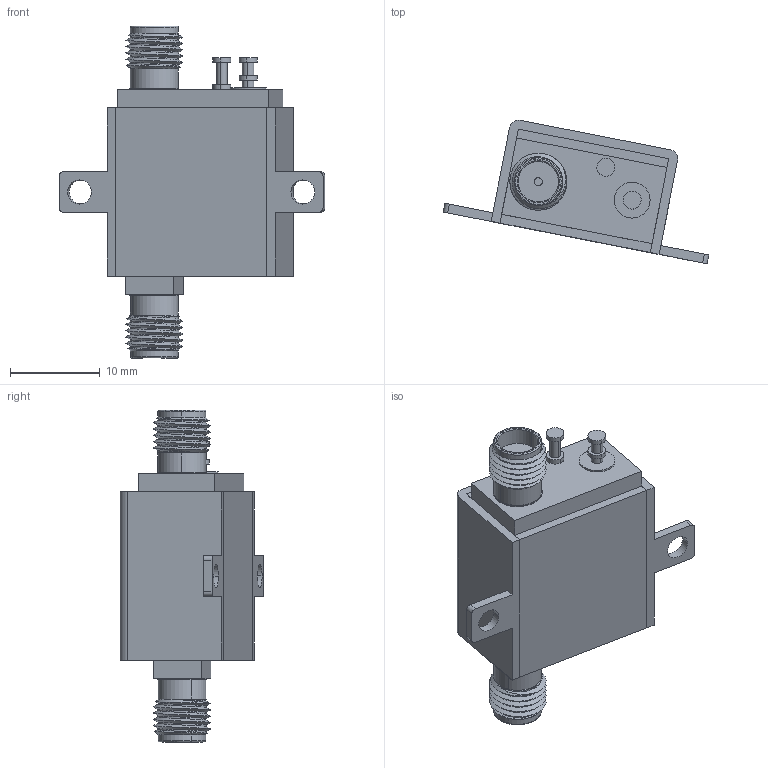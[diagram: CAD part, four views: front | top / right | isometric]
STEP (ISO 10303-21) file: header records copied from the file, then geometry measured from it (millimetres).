
FILE_DESCRIPTION (( 'STEP AP214' ), '1' );
FILE_NAME ('ZX60-V63+.STEP', '2022-11-30T17:49:47', ( '' ), ( '' ), 'SwSTEP 2.0', 'SolidWorks 2021', '' );
FILE_SCHEMA (( 'AUTOMOTIVE_DESIGN' ));
Length unit declared in the file: millimetre
Products named in the file (3): ZX60-V63+_D_faut.STEP; ZX60-V63+; 00_D_faut.STEP
Assembly tree (3 placements, depth 2):
  ZX60-V63+
    00_D_faut.STEP  x2
    ZX60-V63+_D_faut.STEP
Bounding box: 29.63 x 16.01 x 37.06 mm (x, y, z)
Volume: 4878.4 mm3; surface area: 3860.5 mm2
Topology: 4 solids, 4 shells, 152 faces, 370 edges, 238 vertices
Faces by surface type: cylinder 72, plane 52, torus 12, cone 12, bspline 4
Entity records: 4578 total; most frequent: CARTESIAN_POINT 1755, DIRECTION 571, ORIENTED_EDGE 550, EDGE_CURVE 275, AXIS2_PLACEMENT_3D 214, VERTEX_POINT 178, LINE 143, VECTOR 143
